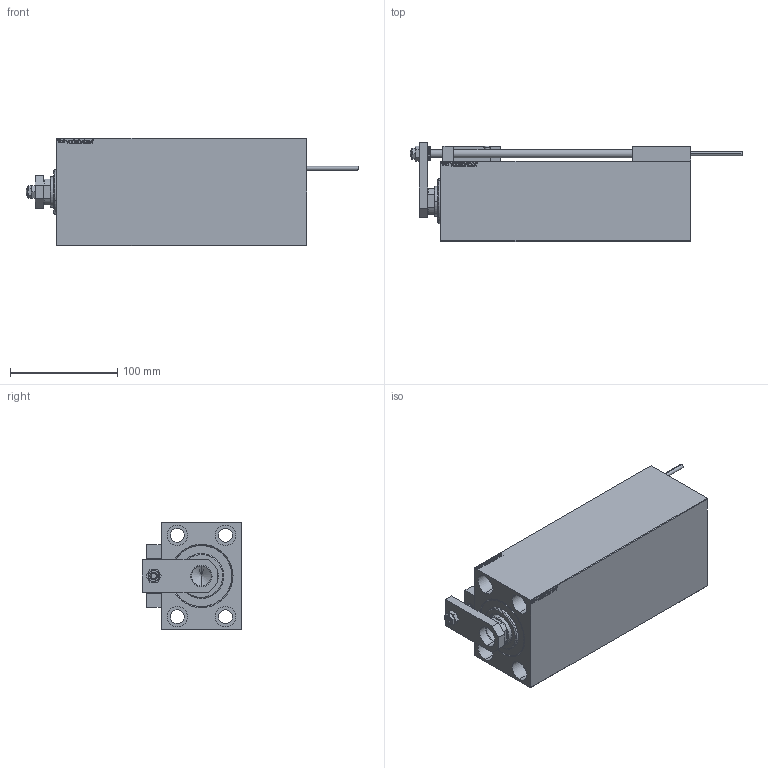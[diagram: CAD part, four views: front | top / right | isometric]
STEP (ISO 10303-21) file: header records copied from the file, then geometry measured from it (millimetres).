
FILE_DESCRIPTION (( 'STEP AP203' ), '1' );
FILE_NAME ('5a15.STEP', '2021-03-18T19:09:26', ( '' ), ( '' ), 'SwSTEP 2.0', 'SolidWorks 2019', '' );
FILE_SCHEMA (( 'CONFIG_CONTROL_DESIGN' ));
Length unit declared in the file: millimetre
Products named in the file (16): V450CM_VC_B 69744ed535bd3cc30aedc2ac9d0c0d23; MAGNET 69744ed535bd3cc30aedc2ac9d0c0d23; 5a15; Block 69744ed535bd3cc30aedc2ac9d0c0d23; ZARAZKA 69744ed535bd3cc30aedc2ac9d0c0d23; V450CM_C 69744ed535bd3cc30aedc2ac9d0c0d23; ALLEN BOLT D5 69744ed535bd3cc30aedc2ac9d0c0d23; SWITCH X 69744ed535bd3cc30aedc2ac9d0c0d23; KONCOVKA 69744ed535bd3cc30aedc2ac9d0c0d23; TYC_L79 69744ed535bd3cc30aedc2ac9d0c0d23; SWITCH_X_FRONT_BACK 69744ed535bd3cc30aedc2ac9d0c0d23; SWITCH DIM B,W 69744ed535bd3cc30aedc2ac9d0c0d23; NUT_D12 69744ed535bd3cc30aedc2ac9d0c0d23; NUT_D10 69744ed535bd3cc30aedc2ac9d0c0d23; V450CM_C_VCP 69744ed535bd3cc30aedc2ac9d0c0d23; ALLEN BOLT D8 69744ed535bd3cc30aedc2ac9d0c0d23
Assembly tree (25 placements, depth 3):
  5a15
    V450CM_C 69744ed535bd3cc30aedc2ac9d0c0d23
    SWITCH X 69744ed535bd3cc30aedc2ac9d0c0d23
      SWITCH_X_FRONT_BACK 69744ed535bd3cc30aedc2ac9d0c0d23  x2
      TYC_L79 69744ed535bd3cc30aedc2ac9d0c0d23
      Block 69744ed535bd3cc30aedc2ac9d0c0d23  x2
      ALLEN BOLT D5 69744ed535bd3cc30aedc2ac9d0c0d23  x4
      ALLEN BOLT D8 69744ed535bd3cc30aedc2ac9d0c0d23  x4
      MAGNET 69744ed535bd3cc30aedc2ac9d0c0d23  x2
      KONCOVKA 69744ed535bd3cc30aedc2ac9d0c0d23  x2
    NUT_D12 69744ed535bd3cc30aedc2ac9d0c0d23
    SWITCH DIM B,W 69744ed535bd3cc30aedc2ac9d0c0d23
    ZARAZKA 69744ed535bd3cc30aedc2ac9d0c0d23
    NUT_D10 69744ed535bd3cc30aedc2ac9d0c0d23
    V450CM_C_VCP 69744ed535bd3cc30aedc2ac9d0c0d23
    V450CM_VC_B 69744ed535bd3cc30aedc2ac9d0c0d23
Bounding box: 309.7 x 92.5 x 100 mm (x, y, z)
Volume: 1452213.4 mm3; surface area: 241312.4 mm2
Topology: 24 solids, 24 shells, 1302 faces, 3117 edges, 1992 vertices
Faces by surface type: plane 569, bspline 380, cylinder 192, cone 113, torus 44, sphere 4
Entity records: 51052 total; most frequent: CARTESIAN_POINT 26221, ORIENTED_EDGE 5254, DIRECTION 3550, EDGE_CURVE 2627, VERTEX_POINT 1716, VECTOR 1504, LINE 1504, EDGE_LOOP 1215
